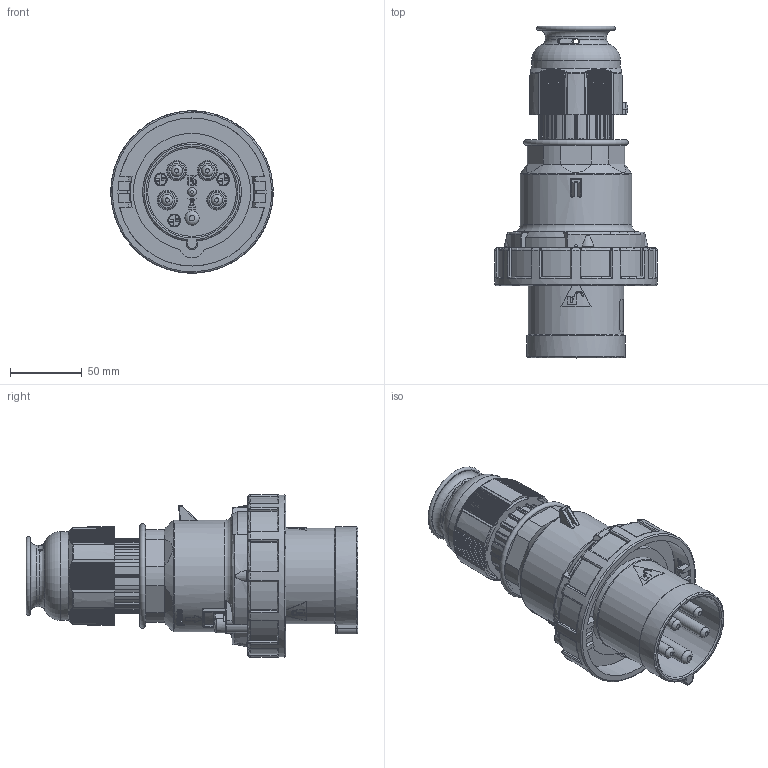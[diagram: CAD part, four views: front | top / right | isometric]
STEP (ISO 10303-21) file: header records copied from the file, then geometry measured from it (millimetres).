
FILE_DESCRIPTION(/* description */ (''),/* implementation_level */ '2;1');
FILE_NAME(/* name */ '2189.stp',/* time_stamp */ '2023-09-01T08:25:43+02:00',/* author */ ('massmann'),/* organization */ (''),/* preprocessor_version */ 'ST-DEVELOPER v17',/* originating_system */ 'Autodesk Inventor 2018',/* authorisation */ '');
FILE_SCHEMA (('AUTOMOTIVE_DESIGN { 1 0 10303 214 3 1 1 }'));
Products named in the file (1): 2189
Bounding box: 113.48 x 232 x 113.48 mm (x, y, z)
Volume: 751228.5 mm3; surface area: 120204.1 mm2
Topology: 1 solids, 1 shells, 1670 faces, 4578 edges, 2959 vertices
Faces by surface type: plane 837, cylinder 350, bspline 303, torus 123, cone 31, sphere 26
Full cylindrical faces by diameter (mm): 0.316 x1, 0.507 x1, 5.6 x1, 6 x2, 8 x4, 9 x1, 9.044 x2, 10 x1, 37 x1, 43 x1, 62 x2, 67 x1, 68.026 x1, 78 x1, 103.5 x1, 113.5 x1
Entity records: 65802 total; most frequent: CARTESIAN_POINT 24531, ORIENTED_EDGE 9094, DIRECTION 7124, EDGE_CURVE 4547, VERTEX_POINT 2959, AXIS2_PLACEMENT_3D 2495, LINE 2134, VECTOR 2134
